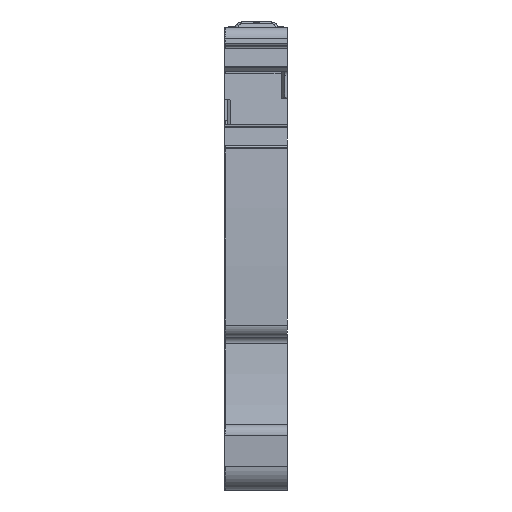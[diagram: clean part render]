
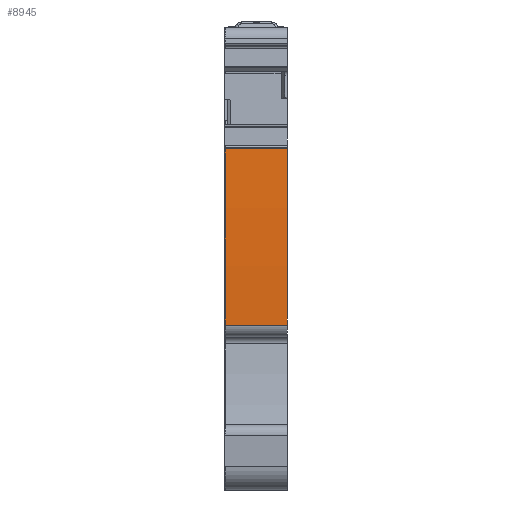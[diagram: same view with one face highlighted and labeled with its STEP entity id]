
A CAD part, front view. The second image highlights one B-rep face of the part: STEP entity #8945.
In plain terms, the highlighted cylindrical face has radius 154.9 mm (diameter 309.8 mm), a partial arc.
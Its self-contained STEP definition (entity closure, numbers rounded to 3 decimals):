
#8002=AXIS2_PLACEMENT_3D('Cylinder Axis2P3D',#7999,#8000,#8001) ;
#8931=AXIS2_PLACEMENT_3D('Circle Axis2P3D',#8929,#8930,$) ;
#8936=AXIS2_PLACEMENT_3D('Circle Axis2P3D',#8934,#8935,$) ;
#7999=CARTESIAN_POINT('Axis2P3D Location',(2.55,156.338,17.05)) ;
#8894=CARTESIAN_POINT('Line Origine',(2.55,1.809,27.764)) ;
#8898=CARTESIAN_POINT('Vertex',(0.05,1.809,27.764)) ;
#8900=CARTESIAN_POINT('Vertex',(5.1,1.809,27.764)) ;
#8920=CARTESIAN_POINT('Line Origine',(2.55,1.48,13.427)) ;
#8924=CARTESIAN_POINT('Vertex',(0.05,1.48,13.427)) ;
#8926=CARTESIAN_POINT('Vertex',(5.1,1.48,13.427)) ;
#8929=CARTESIAN_POINT('Axis2P3D Location',(5.1,156.338,17.05)) ;
#8934=CARTESIAN_POINT('Axis2P3D Location',(0.05,156.338,17.05)) ;
#8000=DIRECTION('Axis2P3D Direction',(1.,0.,0.)) ;
#8001=DIRECTION('Axis2P3D XDirection',(0.,-0.992,0.127)) ;
#8895=DIRECTION('Vector Direction',(1.,0.,0.)) ;
#8921=DIRECTION('Vector Direction',(1.,0.,0.)) ;
#8930=DIRECTION('Axis2P3D Direction',(1.,0.,0.)) ;
#8935=DIRECTION('Axis2P3D Direction',(1.,0.,0.)) ;
#8896=VECTOR('Line Direction',#8895,1.) ;
#8922=VECTOR('Line Direction',#8921,1.) ;
#8940=ORIENTED_EDGE('',*,*,#8928,.T.) ;
#8941=ORIENTED_EDGE('',*,*,#8933,.F.) ;
#8942=ORIENTED_EDGE('',*,*,#8902,.F.) ;
#8943=ORIENTED_EDGE('',*,*,#8938,.F.) ;
#8945=ADVANCED_FACE('1551550-1-0.1\\MLD_SDT_2-5_3C',(#8944),#8003,.T.) ;
#8932=CIRCLE('generated circle',#8931,154.9) ;
#8937=CIRCLE('generated circle',#8936,154.9) ;
#8003=CYLINDRICAL_SURFACE('generated cylinder',#8002,154.9) ;
#8902=EDGE_CURVE('',#8899,#8901,#8897,.T.) ;
#8928=EDGE_CURVE('',#8925,#8927,#8923,.T.) ;
#8933=EDGE_CURVE('',#8901,#8927,#8932,.T.) ;
#8938=EDGE_CURVE('',#8925,#8899,#8937,.F.) ;
#8939=EDGE_LOOP('',(#8940,#8941,#8942,#8943)) ;
#8944=FACE_OUTER_BOUND('',#8939,.T.) ;
#8897=LINE('Line',#8894,#8896) ;
#8923=LINE('Line',#8920,#8922) ;
#8899=VERTEX_POINT('',#8898) ;
#8901=VERTEX_POINT('',#8900) ;
#8925=VERTEX_POINT('',#8924) ;
#8927=VERTEX_POINT('',#8926) ;
